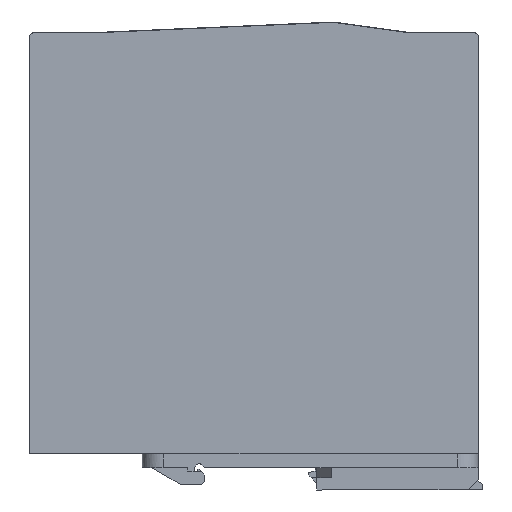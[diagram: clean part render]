
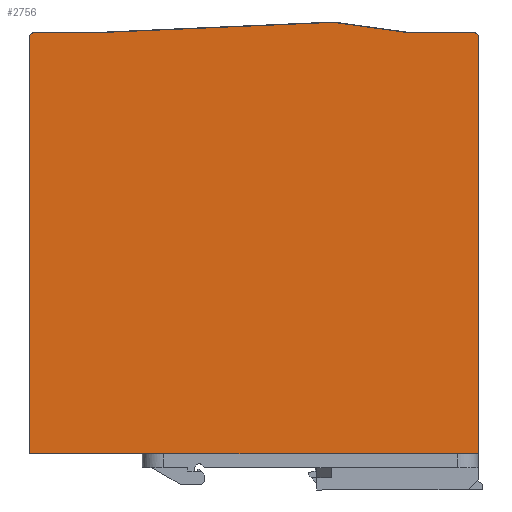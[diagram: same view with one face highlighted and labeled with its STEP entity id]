
A CAD part, left-side view. The second image highlights one B-rep face of the part: STEP entity #2756.
In plain terms, the highlighted planar face has unit normal (-1, 0, 0).
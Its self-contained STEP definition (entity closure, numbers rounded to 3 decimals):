
#2671=AXIS2_PLACEMENT_3D('Circle Axis2P3D',#2669,#2670,$) ;
#2685=AXIS2_PLACEMENT_3D('Plane Axis2P3D',#2682,#2683,#2684) ;
#2689=AXIS2_PLACEMENT_3D('Circle Axis2P3D',#2687,#2688,$) ;
#40=CARTESIAN_POINT('Vertex',(0.,1.2,10.5)) ;
#140=CARTESIAN_POINT('Vertex',(0.,1.2,131.)) ;
#143=CARTESIAN_POINT('Line Origine',(0.,1.2,70.75)) ;
#2481=CARTESIAN_POINT('Line Origine',(0.,4.391,10.5)) ;
#2485=CARTESIAN_POINT('Vertex',(0.,7.582,10.5)) ;
#2488=CARTESIAN_POINT('Line Origine',(0.,64.867,10.5)) ;
#2492=CARTESIAN_POINT('Vertex',(0.,122.151,10.5)) ;
#2495=CARTESIAN_POINT('Line Origine',(0.,126.675,10.5)) ;
#2499=CARTESIAN_POINT('Vertex',(0.,131.2,10.5)) ;
#2666=CARTESIAN_POINT('Vertex',(0.,2.7,132.5)) ;
#2669=CARTESIAN_POINT('Axis2P3D Location',(0.,2.7,131.)) ;
#2682=CARTESIAN_POINT('Axis2P3D Location',(0.,66.2,10.5)) ;
#2687=CARTESIAN_POINT('Axis2P3D Location',(0.,129.7,131.)) ;
#2691=CARTESIAN_POINT('Vertex',(0.,129.7,132.5)) ;
#2693=CARTESIAN_POINT('Vertex',(0.,131.2,131.)) ;
#2696=CARTESIAN_POINT('Line Origine',(0.,131.2,70.75)) ;
#2701=CARTESIAN_POINT('Line Origine',(0.,2.7,132.455)) ;
#2705=CARTESIAN_POINT('Vertex',(0.,2.7,132.41)) ;
#2708=CARTESIAN_POINT('Line Origine',(0.,12.003,132.41)) ;
#2712=CARTESIAN_POINT('Vertex',(0.,21.307,132.41)) ;
#2715=CARTESIAN_POINT('Line Origine',(0.,32.256,133.91)) ;
#2719=CARTESIAN_POINT('Vertex',(0.,43.205,135.41)) ;
#2722=CARTESIAN_POINT('Line Origine',(0.,77.151,133.91)) ;
#2726=CARTESIAN_POINT('Vertex',(0.,111.098,132.41)) ;
#2729=CARTESIAN_POINT('Line Origine',(0.,120.399,132.41)) ;
#2733=CARTESIAN_POINT('Vertex',(0.,129.7,132.41)) ;
#2736=CARTESIAN_POINT('Line Origine',(0.,129.7,132.455)) ;
#144=DIRECTION('Vector Direction',(0.,0.,-1.)) ;
#2482=DIRECTION('Vector Direction',(0.,-1.,0.)) ;
#2489=DIRECTION('Vector Direction',(0.,1.,0.)) ;
#2496=DIRECTION('Vector Direction',(0.,1.,0.)) ;
#2670=DIRECTION('Axis2P3D Direction',(1.,0.,0.)) ;
#2683=DIRECTION('Axis2P3D Direction',(-1.,0.,0.)) ;
#2684=DIRECTION('Axis2P3D XDirection',(0.,-1.,0.)) ;
#2688=DIRECTION('Axis2P3D Direction',(-1.,0.,0.)) ;
#2697=DIRECTION('Vector Direction',(0.,0.,-1.)) ;
#2702=DIRECTION('Vector Direction',(0.,0.,1.)) ;
#2709=DIRECTION('Vector Direction',(0.,-1.,0.)) ;
#2716=DIRECTION('Vector Direction',(0.,-0.991,-0.136)) ;
#2723=DIRECTION('Vector Direction',(0.,-0.999,0.044)) ;
#2730=DIRECTION('Vector Direction',(0.,-1.,0.)) ;
#2737=DIRECTION('Vector Direction',(0.,0.,-1.)) ;
#145=VECTOR('Line Direction',#144,1.) ;
#2483=VECTOR('Line Direction',#2482,1.) ;
#2490=VECTOR('Line Direction',#2489,1.) ;
#2497=VECTOR('Line Direction',#2496,1.) ;
#2698=VECTOR('Line Direction',#2697,1.) ;
#2703=VECTOR('Line Direction',#2702,1.) ;
#2710=VECTOR('Line Direction',#2709,1.) ;
#2717=VECTOR('Line Direction',#2716,1.) ;
#2724=VECTOR('Line Direction',#2723,1.) ;
#2731=VECTOR('Line Direction',#2730,1.) ;
#2738=VECTOR('Line Direction',#2737,1.) ;
#2742=ORIENTED_EDGE('',*,*,#2695,.T.) ;
#2743=ORIENTED_EDGE('',*,*,#2700,.T.) ;
#2744=ORIENTED_EDGE('',*,*,#2501,.T.) ;
#2745=ORIENTED_EDGE('',*,*,#2494,.T.) ;
#2746=ORIENTED_EDGE('',*,*,#2487,.T.) ;
#2747=ORIENTED_EDGE('',*,*,#147,.T.) ;
#2748=ORIENTED_EDGE('',*,*,#2673,.T.) ;
#2749=ORIENTED_EDGE('',*,*,#2707,.F.) ;
#2750=ORIENTED_EDGE('',*,*,#2714,.F.) ;
#2751=ORIENTED_EDGE('',*,*,#2721,.F.) ;
#2752=ORIENTED_EDGE('',*,*,#2728,.F.) ;
#2753=ORIENTED_EDGE('',*,*,#2735,.F.) ;
#2754=ORIENTED_EDGE('',*,*,#2740,.F.) ;
#2756=ADVANCED_FACE('Stromversorgung',(#2755),#2686,.T.) ;
#2672=CIRCLE('generated circle',#2671,1.5) ;
#2690=CIRCLE('generated circle',#2689,1.5) ;
#147=EDGE_CURVE('',#41,#141,#146,.F.) ;
#2487=EDGE_CURVE('',#2486,#41,#2484,.T.) ;
#2494=EDGE_CURVE('',#2493,#2486,#2491,.F.) ;
#2501=EDGE_CURVE('',#2500,#2493,#2498,.F.) ;
#2673=EDGE_CURVE('',#141,#2667,#2672,.F.) ;
#2695=EDGE_CURVE('',#2692,#2694,#2690,.T.) ;
#2700=EDGE_CURVE('',#2694,#2500,#2699,.T.) ;
#2707=EDGE_CURVE('',#2706,#2667,#2704,.T.) ;
#2714=EDGE_CURVE('',#2713,#2706,#2711,.T.) ;
#2721=EDGE_CURVE('',#2720,#2713,#2718,.T.) ;
#2728=EDGE_CURVE('',#2727,#2720,#2725,.T.) ;
#2735=EDGE_CURVE('',#2734,#2727,#2732,.T.) ;
#2740=EDGE_CURVE('',#2692,#2734,#2739,.T.) ;
#2741=EDGE_LOOP('',(#2742,#2743,#2744,#2745,#2746,#2747,#2748,#2749,#2750,#2751,#2752,#2753,#2754)) ;
#2755=FACE_OUTER_BOUND('',#2741,.T.) ;
#146=LINE('Line',#143,#145) ;
#2484=LINE('Line',#2481,#2483) ;
#2491=LINE('Line',#2488,#2490) ;
#2498=LINE('Line',#2495,#2497) ;
#2699=LINE('Line',#2696,#2698) ;
#2704=LINE('Line',#2701,#2703) ;
#2711=LINE('Line',#2708,#2710) ;
#2718=LINE('Line',#2715,#2717) ;
#2725=LINE('Line',#2722,#2724) ;
#2732=LINE('Line',#2729,#2731) ;
#2739=LINE('Line',#2736,#2738) ;
#2686=PLANE('',#2685) ;
#41=VERTEX_POINT('',#40) ;
#141=VERTEX_POINT('',#140) ;
#2486=VERTEX_POINT('',#2485) ;
#2493=VERTEX_POINT('',#2492) ;
#2500=VERTEX_POINT('',#2499) ;
#2667=VERTEX_POINT('',#2666) ;
#2692=VERTEX_POINT('',#2691) ;
#2694=VERTEX_POINT('',#2693) ;
#2706=VERTEX_POINT('',#2705) ;
#2713=VERTEX_POINT('',#2712) ;
#2720=VERTEX_POINT('',#2719) ;
#2727=VERTEX_POINT('',#2726) ;
#2734=VERTEX_POINT('',#2733) ;
